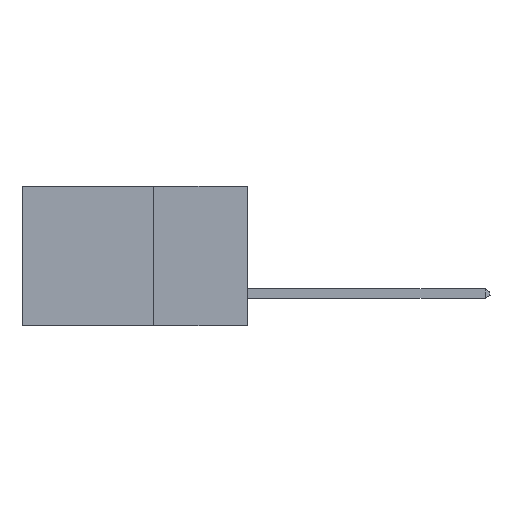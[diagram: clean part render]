
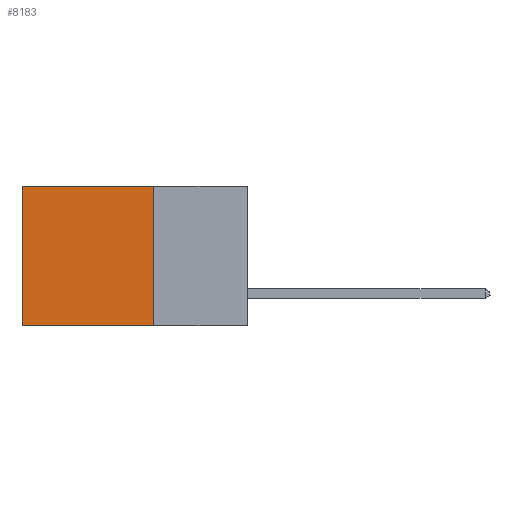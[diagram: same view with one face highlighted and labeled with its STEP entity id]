
A CAD part, left-side view. The second image highlights one B-rep face of the part: STEP entity #8183.
In plain terms, the highlighted planar face has unit normal (-1, 0, 0).
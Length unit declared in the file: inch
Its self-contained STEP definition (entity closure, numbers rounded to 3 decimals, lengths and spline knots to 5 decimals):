
#225 = CARTESIAN_POINT ( 'NONE',  ( 0.298, 0.6, -0.37 ) ) ;
#332 = ORIENTED_EDGE ( 'NONE', *, *, #4973, .F. ) ;
#577 = CARTESIAN_POINT ( 'NONE',  ( 0.298, 0.6, 0. ) ) ;
#723 = DIRECTION ( 'NONE',  ( 0., 0., -1. ) ) ;
#783 = VERTEX_POINT ( 'NONE', #11701 ) ;
#799 = ORIENTED_EDGE ( 'NONE', *, *, #10394, .F. ) ;
#1040 = LINE ( 'NONE', #2313, #2042 ) ;
#1168 = CARTESIAN_POINT ( 'NONE',  ( 0.298, 0.25, -0.37 ) ) ;
#1792 = EDGE_LOOP ( 'NONE', ( #7379, #799, #332, #3041 ) ) ;
#2042 = VECTOR ( 'NONE', #5394, 39.37008 ) ;
#2213 = LINE ( 'NONE', #3113, #8823 ) ;
#2313 = CARTESIAN_POINT ( 'NONE',  ( 0.298, 0.25, -0.37 ) ) ;
#3027 = PLANE ( 'NONE',  #6036 ) ;
#3041 = ORIENTED_EDGE ( 'NONE', *, *, #4147, .T. ) ;
#3113 = CARTESIAN_POINT ( 'NONE',  ( 0.298, 0.6, 0. ) ) ;
#3230 = CARTESIAN_POINT ( 'NONE',  ( 0.298, 0.25, 0. ) ) ;
#4147 = EDGE_CURVE ( 'NONE', #783, #11365, #7450, .T. ) ;
#4295 = DIRECTION ( 'NONE',  ( 0., 1., 0. ) ) ;
#4973 = EDGE_CURVE ( 'NONE', #783, #5848, #10186, .T. ) ;
#5210 = VECTOR ( 'NONE', #723, 39.37008 ) ;
#5394 = DIRECTION ( 'NONE',  ( 0., 1., 0. ) ) ;
#5848 = VERTEX_POINT ( 'NONE', #1168 ) ;
#6036 = AXIS2_PLACEMENT_3D ( 'NONE', #7165, #6050, #11277 ) ;
#6050 = DIRECTION ( 'NONE',  ( 1., 0., 0. ) ) ;
#7126 = VECTOR ( 'NONE', #4295, 39.37008 ) ;
#7165 = CARTESIAN_POINT ( 'NONE',  ( 0.298, 0.25, 0. ) ) ;
#7379 = ORIENTED_EDGE ( 'NONE', *, *, #10001, .T. ) ;
#7450 = LINE ( 'NONE', #3230, #7126 ) ;
#7747 = VERTEX_POINT ( 'NONE', #225 ) ;
#8183 = ADVANCED_FACE ( 'NONE', ( #13352 ), #3027, .F. ) ;
#8481 = CARTESIAN_POINT ( 'NONE',  ( 0.298, 0.25, 0. ) ) ;
#8823 = VECTOR ( 'NONE', #10385, 39.37008 ) ;
#10001 = EDGE_CURVE ( 'NONE', #11365, #7747, #2213, .T. ) ;
#10186 = LINE ( 'NONE', #8481, #5210 ) ;
#10385 = DIRECTION ( 'NONE',  ( 0., 0., -1. ) ) ;
#10394 = EDGE_CURVE ( 'NONE', #5848, #7747, #1040, .T. ) ;
#11277 = DIRECTION ( 'NONE',  ( 0., 0., -1. ) ) ;
#11365 = VERTEX_POINT ( 'NONE', #577 ) ;
#11701 = CARTESIAN_POINT ( 'NONE',  ( 0.298, 0.25, 0. ) ) ;
#13352 = FACE_OUTER_BOUND ( 'NONE', #1792, .T. ) ;
